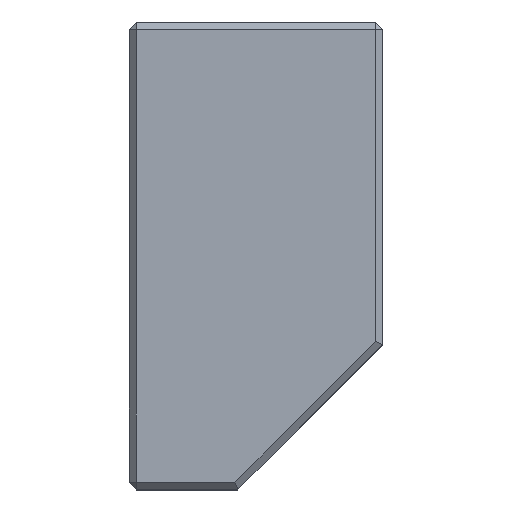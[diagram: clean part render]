
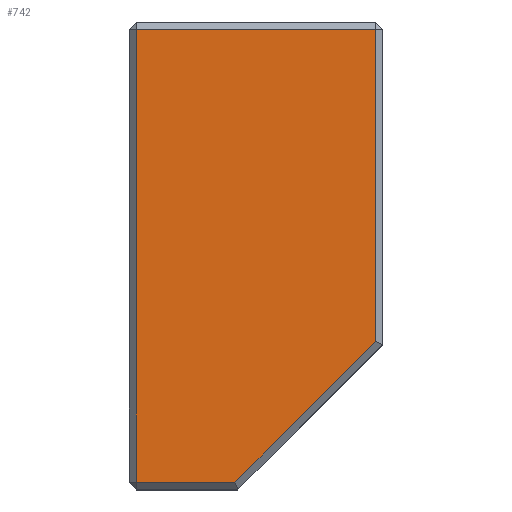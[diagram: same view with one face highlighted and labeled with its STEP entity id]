
A CAD part, top view. The second image highlights one B-rep face of the part: STEP entity #742.
In plain terms, the highlighted planar face has unit normal (0, 0, 1).
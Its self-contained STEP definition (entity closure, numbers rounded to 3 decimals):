
#14 = CARTESIAN_POINT ( 'NONE',  ( 16.5, -1., 25. ) ) ;
#20 = FACE_OUTER_BOUND ( 'NONE', #574, .T. ) ;
#60 = VERTEX_POINT ( 'NONE', #849 ) ;
#117 = CARTESIAN_POINT ( 'NONE',  ( -17.5, -64.5, 25. ) ) ;
#128 = CARTESIAN_POINT ( 'NONE',  ( -17.5, -63.5, 25. ) ) ;
#146 = DIRECTION ( 'NONE',  ( 0.707, 0.707, 0. ) ) ;
#160 = ORIENTED_EDGE ( 'NONE', *, *, #924, .T. ) ;
#234 = DIRECTION ( 'NONE',  ( 0., -1., 0. ) ) ;
#263 = VERTEX_POINT ( 'NONE', #14 ) ;
#317 = CARTESIAN_POINT ( 'NONE',  ( -16.5, -63.5, 25. ) ) ;
#378 = DIRECTION ( 'NONE',  ( 0., 0., 1. ) ) ;
#410 = EDGE_CURVE ( 'NONE', #60, #674, #717, .T. ) ;
#517 = CARTESIAN_POINT ( 'NONE',  ( -2.914, -63.5, 25. ) ) ;
#521 = ORIENTED_EDGE ( 'NONE', *, *, #554, .T. ) ;
#554 = EDGE_CURVE ( 'NONE', #263, #60, #1220, .T. ) ;
#574 = EDGE_LOOP ( 'NONE', ( #1054, #1338, #160, #648, #521 ) ) ;
#600 = DIRECTION ( 'NONE',  ( 1., 0., 0. ) ) ;
#614 = CARTESIAN_POINT ( 'NONE',  ( -16.5, -64.5, 25. ) ) ;
#648 = ORIENTED_EDGE ( 'NONE', *, *, #943, .T. ) ;
#674 = VERTEX_POINT ( 'NONE', #317 ) ;
#697 = LINE ( 'NONE', #128, #1474 ) ;
#717 = LINE ( 'NONE', #614, #1499 ) ;
#742 = ADVANCED_FACE ( 'NONE', ( #20 ), #1344, .T. ) ;
#751 = LINE ( 'NONE', #1244, #946 ) ;
#849 = CARTESIAN_POINT ( 'NONE',  ( -16.5, -1., 25. ) ) ;
#857 = VERTEX_POINT ( 'NONE', #517 ) ;
#924 = EDGE_CURVE ( 'NONE', #857, #1011, #751, .T. ) ;
#943 = EDGE_CURVE ( 'NONE', #1011, #263, #1036, .T. ) ;
#946 = VECTOR ( 'NONE', #146, 1000. ) ;
#1011 = VERTEX_POINT ( 'NONE', #1045 ) ;
#1036 = LINE ( 'NONE', #1162, #1501 ) ;
#1045 = CARTESIAN_POINT ( 'NONE',  ( 16.5, -44.086, 25. ) ) ;
#1054 = ORIENTED_EDGE ( 'NONE', *, *, #410, .T. ) ;
#1058 = DIRECTION ( 'NONE',  ( -1., 0., 0. ) ) ;
#1120 = EDGE_CURVE ( 'NONE', #674, #857, #697, .T. ) ;
#1133 = AXIS2_PLACEMENT_3D ( 'NONE', #117, #378, #600 ) ;
#1162 = CARTESIAN_POINT ( 'NONE',  ( 16.5, -64.5, 25. ) ) ;
#1192 = DIRECTION ( 'NONE',  ( 1., 0., 0. ) ) ;
#1220 = LINE ( 'NONE', #1546, #1552 ) ;
#1244 = CARTESIAN_POINT ( 'NONE',  ( 16.793, -43.793, 25. ) ) ;
#1338 = ORIENTED_EDGE ( 'NONE', *, *, #1120, .T. ) ;
#1344 = PLANE ( 'NONE',  #1133 ) ;
#1386 = DIRECTION ( 'NONE',  ( 0., 1., 0. ) ) ;
#1474 = VECTOR ( 'NONE', #1192, 1000. ) ;
#1499 = VECTOR ( 'NONE', #234, 1000. ) ;
#1501 = VECTOR ( 'NONE', #1386, 1000. ) ;
#1546 = CARTESIAN_POINT ( 'NONE',  ( -17.5, -1., 25. ) ) ;
#1552 = VECTOR ( 'NONE', #1058, 1000. ) ;
